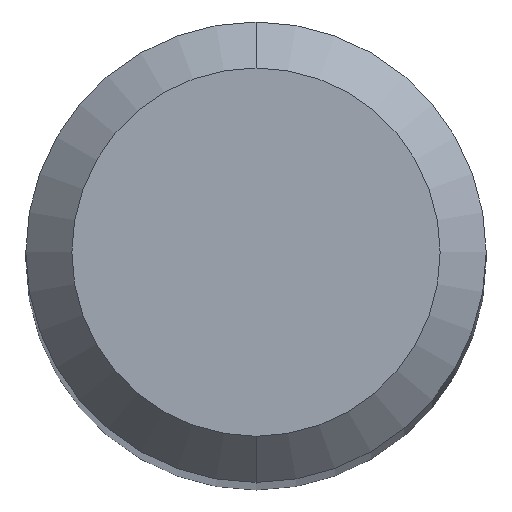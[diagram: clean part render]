
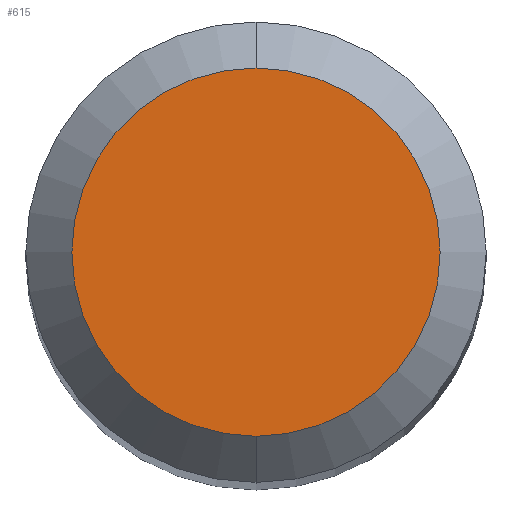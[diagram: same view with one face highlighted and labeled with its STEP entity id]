
A CAD part, top view. The second image highlights one B-rep face of the part: STEP entity #615.
In plain terms, the highlighted planar face has unit normal (0, 0, 1).
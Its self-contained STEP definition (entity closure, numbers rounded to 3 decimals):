
#423=EDGE_CURVE('',#555,#517,#1021,.T.);
#517=VERTEX_POINT('',#1123);
#533=EDGE_CURVE('',#517,#555,#1142,.T.);
#555=VERTEX_POINT('',#1165);
#615=ADVANCED_FACE('',(#1234),#1235,.T.);
#1021=CIRCLE('',#2556,1.2);
#1123=CARTESIAN_POINT('',(0.0,1.2,0.0));
#1142=CIRCLE('',#3285,1.2);
#1165=CARTESIAN_POINT('',(0.,-1.2,0.0));
#1234=FACE_OUTER_BOUND('',#3849,.T.);
#1235=PLANE('',#3850);
#2556=AXIS2_PLACEMENT_3D('',#4922,#4923,#4924);
#3285=AXIS2_PLACEMENT_3D('',#5062,#5063,#5064);
#3849=EDGE_LOOP('',(#5197,#5198));
#3850=AXIS2_PLACEMENT_3D('',#5199,#5200,#5201);
#4922=CARTESIAN_POINT('',(0.0,0.0,0.0));
#4923=DIRECTION('',(0.0,0.0,-1.0));
#4924=DIRECTION('',(0.0,1.0,0.0));
#5062=CARTESIAN_POINT('',(0.0,0.0,0.0));
#5063=DIRECTION('',(0.0,0.0,-1.0));
#5064=DIRECTION('',(0.0,1.0,0.0));
#5197=ORIENTED_EDGE('',*,*,#533,.F.);
#5198=ORIENTED_EDGE('',*,*,#423,.F.);
#5199=CARTESIAN_POINT('',(0.0,0.6,0.0));
#5200=DIRECTION('',(-0.0,0.0,1.0));
#5201=DIRECTION('',(0.0,-1.0,0.0));
